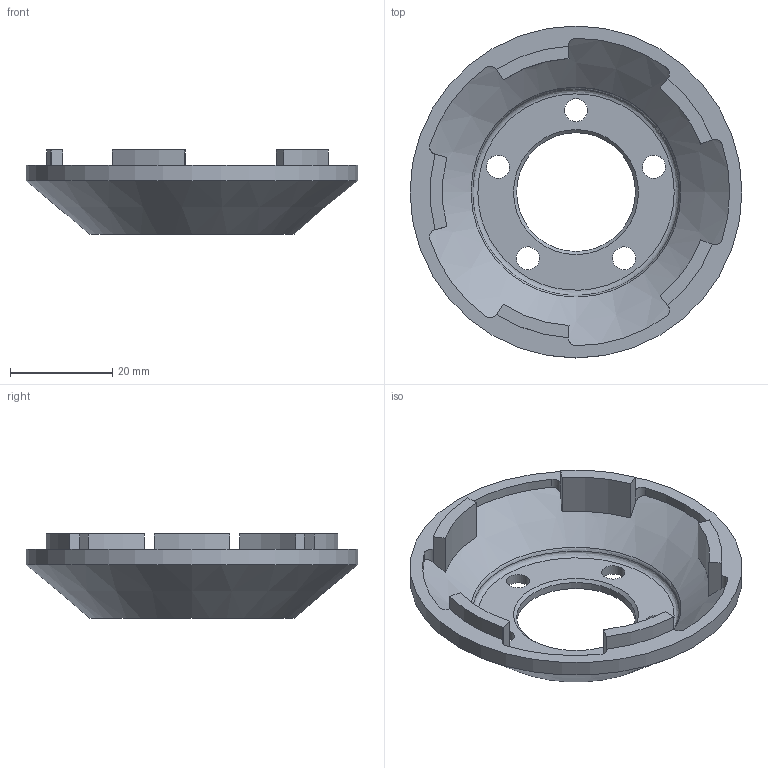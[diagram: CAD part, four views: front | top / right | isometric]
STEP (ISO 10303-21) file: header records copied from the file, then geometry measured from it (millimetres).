
FILE_DESCRIPTION(/* description */ (''),/* implementation_level */ '2;1');
FILE_NAME(/* name */ 'mecanum_wheel_torque_plate v11.step',/* time_stamp */ '2023-08-18T11:56:01+02:00',/* author */ (''),/* organization */ (''),/* preprocessor_version */ 'ST-DEVELOPER v20',/* originating_system */ 'Autodesk Translation Framework v12.9.0.99',/* authorisation */ '');
FILE_SCHEMA (('AUTOMOTIVE_DESIGN { 1 0 10303 214 3 1 1 }'));
Length unit declared in the file: millimetre
Products named in the file (1): mecanum_wheel_torque_plate
Bounding box: 64.8 x 64.8 x 16.41 mm (x, y, z)
Volume: 9817.5 mm3; surface area: 8757.4 mm2
Topology: 1 solids, 1 shells, 55 faces, 154 edges, 102 vertices
Faces by surface type: cylinder 32, plane 18, cone 3, bspline 1, torus 1
Full cylindrical faces by diameter (mm): 4.5 x5, 23.2 x1, 64.8 x1
Entity records: 2054 total; most frequent: CARTESIAN_POINT 528, DIRECTION 322, ORIENTED_EDGE 308, EDGE_CURVE 154, AXIS2_PLACEMENT_3D 126, VERTEX_POINT 102, CIRCLE 71, LINE 70
